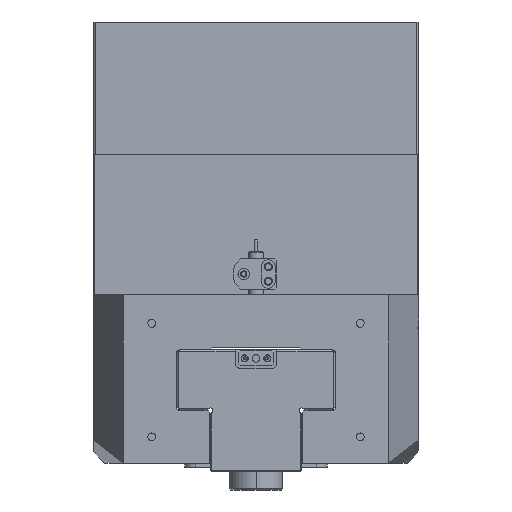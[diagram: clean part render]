
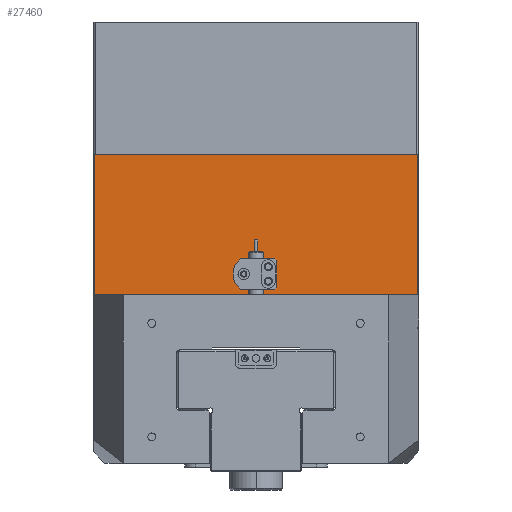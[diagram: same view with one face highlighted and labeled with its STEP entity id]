
A CAD part, left-side view. The second image highlights one B-rep face of the part: STEP entity #27460.
In plain terms, the highlighted planar face has unit normal (-1, 0, 0).
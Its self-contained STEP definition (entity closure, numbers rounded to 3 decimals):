
#461 = CIRCLE ( 'NONE', #41553, 2.15 ) ;
#1270 = CARTESIAN_POINT ( 'NONE',  ( -166.809, 90.967, 416. ) ) ;
#1322 = DIRECTION ( 'NONE',  ( 1., 0., 0. ) ) ;
#2214 = DIRECTION ( 'NONE',  ( 0., 1., 0. ) ) ;
#2276 = EDGE_LOOP ( 'NONE', ( #20795, #3606, #40016, #41667 ) ) ;
#2887 = CARTESIAN_POINT ( 'NONE',  ( -166.809, -0.533, 432.9 ) ) ;
#2963 = VERTEX_POINT ( 'NONE', #9030 ) ;
#3420 = EDGE_CURVE ( 'NONE', #39730, #11586, #24884, .T. ) ;
#3473 = LINE ( 'NONE', #20698, #33203 ) ;
#3606 = ORIENTED_EDGE ( 'NONE', *, *, #17874, .T. ) ;
#3770 = CIRCLE ( 'NONE', #26411, 2.15 ) ;
#4661 = AXIS2_PLACEMENT_3D ( 'NONE', #6948, #32622, #19537 ) ;
#4995 = CIRCLE ( 'NONE', #35773, 2.15 ) ;
#6948 = CARTESIAN_POINT ( 'NONE',  ( -166.809, -0.533, 423.25 ) ) ;
#7690 = CIRCLE ( 'NONE', #35524, 1.65 ) ;
#7736 = CIRCLE ( 'NONE', #15167, 1.65 ) ;
#8362 = ORIENTED_EDGE ( 'NONE', *, *, #23884, .T. ) ;
#8807 = LINE ( 'NONE', #14513, #10863 ) ;
#9030 = CARTESIAN_POINT ( 'NONE',  ( -166.809, -0.533, 428.6 ) ) ;
#10544 = VERTEX_POINT ( 'NONE', #21699 ) ;
#10685 = CARTESIAN_POINT ( 'NONE',  ( -166.809, 12.467, 428.65 ) ) ;
#10863 = VECTOR ( 'NONE', #2214, 1000. ) ;
#11116 = EDGE_CURVE ( 'NONE', #14158, #39730, #8807, .T. ) ;
#11528 = DIRECTION ( 'NONE',  ( 0., 0., -1. ) ) ;
#11586 = VERTEX_POINT ( 'NONE', #31799 ) ;
#12240 = EDGE_LOOP ( 'NONE', ( #31802, #8362 ) ) ;
#12554 = DIRECTION ( 'NONE',  ( 0., 0., -1. ) ) ;
#13854 = AXIS2_PLACEMENT_3D ( 'NONE', #17775, #24909, #31110 ) ;
#14158 = VERTEX_POINT ( 'NONE', #24814 ) ;
#14266 = DIRECTION ( 'NONE',  ( 0., 1., 0. ) ) ;
#14513 = CARTESIAN_POINT ( 'NONE',  ( -166.809, 5.967, 490. ) ) ;
#14816 = CIRCLE ( 'NONE', #4661, 2.15 ) ;
#15053 = CARTESIAN_POINT ( 'NONE',  ( -166.809, 12.467, 425.35 ) ) ;
#15167 = AXIS2_PLACEMENT_3D ( 'NONE', #35923, #22568, #32939 ) ;
#15653 = VECTOR ( 'NONE', #11528, 1000. ) ;
#16406 = DIRECTION ( 'NONE',  ( 1., 0., 0. ) ) ;
#16577 = FACE_OUTER_BOUND ( 'NONE', #2276, .T. ) ;
#17033 = CARTESIAN_POINT ( 'NONE',  ( -166.809, -0.533, 430.75 ) ) ;
#17775 = CARTESIAN_POINT ( 'NONE',  ( -166.809, -94.033, 416. ) ) ;
#17849 = ORIENTED_EDGE ( 'NONE', *, *, #36673, .T. ) ;
#17874 = EDGE_CURVE ( 'NONE', #10544, #14158, #29964, .T. ) ;
#18031 = DIRECTION ( 'NONE',  ( 0., 0., 1. ) ) ;
#19172 = VECTOR ( 'NONE', #18031, 1000. ) ;
#19199 = CARTESIAN_POINT ( 'NONE',  ( -166.809, -0.533, 430.75 ) ) ;
#19537 = DIRECTION ( 'NONE',  ( 0., 0., -1. ) ) ;
#19956 = CARTESIAN_POINT ( 'NONE',  ( -166.809, 90.967, 490. ) ) ;
#20251 = ORIENTED_EDGE ( 'NONE', *, *, #25630, .T. ) ;
#20698 = CARTESIAN_POINT ( 'NONE',  ( -166.809, -94.033, 416. ) ) ;
#20795 = ORIENTED_EDGE ( 'NONE', *, *, #37655, .F. ) ;
#20827 = EDGE_CURVE ( 'NONE', #36252, #2963, #3770, .T. ) ;
#21162 = CARTESIAN_POINT ( 'NONE',  ( -166.809, -79.033, 416. ) ) ;
#21386 = VERTEX_POINT ( 'NONE', #10685 ) ;
#21699 = CARTESIAN_POINT ( 'NONE',  ( -166.809, -79.033, 416. ) ) ;
#21887 = ORIENTED_EDGE ( 'NONE', *, *, #32360, .T. ) ;
#22270 = DIRECTION ( 'NONE',  ( 1., 0., 0. ) ) ;
#22427 = EDGE_CURVE ( 'NONE', #21386, #25546, #7736, .T. ) ;
#22568 = DIRECTION ( 'NONE',  ( 1., 0., 0. ) ) ;
#23884 = EDGE_CURVE ( 'NONE', #25546, #21386, #7690, .T. ) ;
#24253 = FACE_BOUND ( 'NONE', #28370, .T. ) ;
#24814 = CARTESIAN_POINT ( 'NONE',  ( -166.809, -79.033, 490. ) ) ;
#24884 = LINE ( 'NONE', #1270, #15653 ) ;
#24909 = DIRECTION ( 'NONE',  ( 1., 0., 0. ) ) ;
#25546 = VERTEX_POINT ( 'NONE', #15053 ) ;
#25630 = EDGE_CURVE ( 'NONE', #2963, #36252, #4995, .T. ) ;
#25735 = VERTEX_POINT ( 'NONE', #26052 ) ;
#26052 = CARTESIAN_POINT ( 'NONE',  ( -166.809, -0.533, 425.4 ) ) ;
#26411 = AXIS2_PLACEMENT_3D ( 'NONE', #17033, #1322, #30799 ) ;
#27460 = ADVANCED_FACE ( 'NONE', ( #35083, #24253, #30895, #16577 ), #31403, .F. ) ;
#28370 = EDGE_LOOP ( 'NONE', ( #36724, #20251 ) ) ;
#28825 = CARTESIAN_POINT ( 'NONE',  ( -166.809, -0.533, 421.1 ) ) ;
#29180 = DIRECTION ( 'NONE',  ( 0., 0., -1. ) ) ;
#29964 = LINE ( 'NONE', #21162, #19172 ) ;
#30799 = DIRECTION ( 'NONE',  ( 0., 0., -1. ) ) ;
#30895 = FACE_BOUND ( 'NONE', #32113, .T. ) ;
#31110 = DIRECTION ( 'NONE',  ( 0., 0., -1. ) ) ;
#31403 = PLANE ( 'NONE',  #13854 ) ;
#31641 = CARTESIAN_POINT ( 'NONE',  ( -166.809, -0.533, 423.25 ) ) ;
#31799 = CARTESIAN_POINT ( 'NONE',  ( -166.809, 90.967, 416. ) ) ;
#31802 = ORIENTED_EDGE ( 'NONE', *, *, #22427, .T. ) ;
#32113 = EDGE_LOOP ( 'NONE', ( #17849, #21887 ) ) ;
#32130 = DIRECTION ( 'NONE',  ( 0., 0., -1. ) ) ;
#32359 = CARTESIAN_POINT ( 'NONE',  ( -166.809, 12.467, 427. ) ) ;
#32360 = EDGE_CURVE ( 'NONE', #34637, #25735, #14816, .T. ) ;
#32414 = DIRECTION ( 'NONE',  ( 1., 0., 0. ) ) ;
#32622 = DIRECTION ( 'NONE',  ( 1., 0., 0. ) ) ;
#32939 = DIRECTION ( 'NONE',  ( 0., 0., -1. ) ) ;
#33203 = VECTOR ( 'NONE', #14266, 1000. ) ;
#34637 = VERTEX_POINT ( 'NONE', #28825 ) ;
#35083 = FACE_BOUND ( 'NONE', #12240, .T. ) ;
#35524 = AXIS2_PLACEMENT_3D ( 'NONE', #32359, #16406, #29180 ) ;
#35773 = AXIS2_PLACEMENT_3D ( 'NONE', #19199, #32414, #32130 ) ;
#35923 = CARTESIAN_POINT ( 'NONE',  ( -166.809, 12.467, 427. ) ) ;
#36252 = VERTEX_POINT ( 'NONE', #2887 ) ;
#36673 = EDGE_CURVE ( 'NONE', #25735, #34637, #461, .T. ) ;
#36724 = ORIENTED_EDGE ( 'NONE', *, *, #20827, .T. ) ;
#37655 = EDGE_CURVE ( 'NONE', #10544, #11586, #3473, .T. ) ;
#39730 = VERTEX_POINT ( 'NONE', #19956 ) ;
#40016 = ORIENTED_EDGE ( 'NONE', *, *, #11116, .T. ) ;
#41553 = AXIS2_PLACEMENT_3D ( 'NONE', #31641, #22270, #12554 ) ;
#41667 = ORIENTED_EDGE ( 'NONE', *, *, #3420, .T. ) ;
